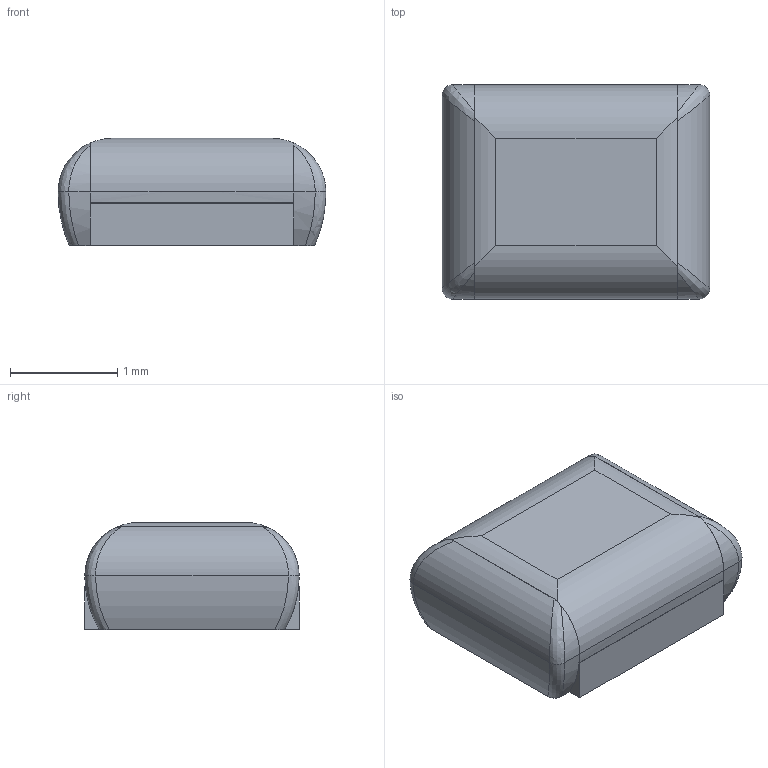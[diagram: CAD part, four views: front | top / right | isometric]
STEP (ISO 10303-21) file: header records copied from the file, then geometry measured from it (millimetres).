
FILE_DESCRIPTION(('FreeCAD Model'),'2;1');
FILE_NAME('Open CASCADE Shape Model','2021-07-17T23:37:16',('Author'),( ''),'Open CASCADE STEP processor 7.5','FreeCAD','Unknown');
FILE_SCHEMA(('AUTOMOTIVE_DESIGN { 1 0 10303 214 1 1 1 1 }'));
Length unit declared in the file: millimetre
Products named in the file (5): Unnamed; difference; cube020; Fillet; Fillet001
Assembly tree (4 placements, depth 2):
  Unnamed
    difference
    cube020
    Fillet
    Fillet001
Bounding box: 2.5 x 2 x 1 mm (x, y, z)
Volume: 4.5 mm3; surface area: 31.1 mm2
Topology: 4 solids, 4 shells, 40 faces, 92 edges, 60 vertices
Faces by surface type: cylinder 18, plane 13, bspline 9
Entity records: 2132 total; most frequent: CARTESIAN_POINT 948, ORIENTED_EDGE 184, DIRECTION 152, EDGE_CURVE 92, VERTEX_POINT 60, AXIS2_PLACEMENT_3D 56, ADVANCED_FACE 40, FACE_BOUND 40
